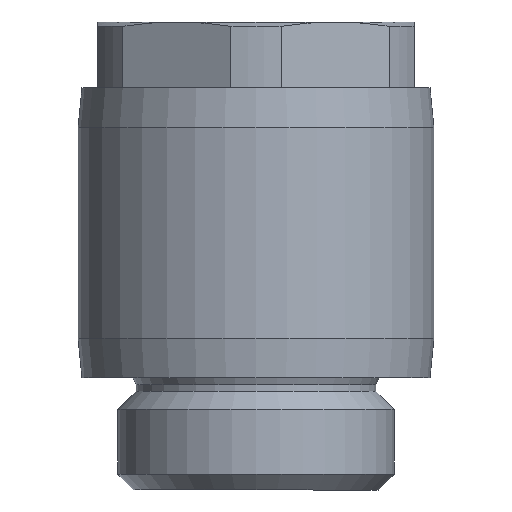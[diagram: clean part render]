
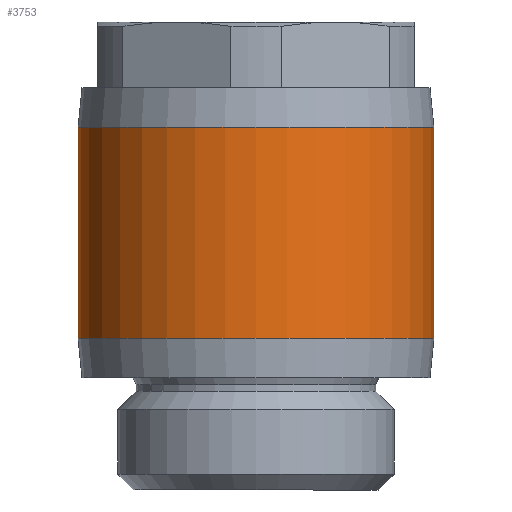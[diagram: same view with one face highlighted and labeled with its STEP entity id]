
A CAD part, left-side view. The second image highlights one B-rep face of the part: STEP entity #3753.
In plain terms, the highlighted cylindrical face has radius 13.5 mm (diameter 27 mm), a partial arc.
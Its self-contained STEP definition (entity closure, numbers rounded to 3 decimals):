
#1141 = DIRECTION ( 'NONE',  ( 0., -1., 0. ) ) ;
#1148 = AXIS2_PLACEMENT_3D ( 'NONE', #10190, #15100, #6411 ) ;
#1186 = AXIS2_PLACEMENT_3D ( 'NONE', #5666, #14351, #10738 ) ;
#1238 = EDGE_LOOP ( 'NONE', ( #8844, #13030, #1768, #1767 ) ) ;
#1767 = ORIENTED_EDGE ( 'NONE', *, *, #8172, .F. ) ;
#1768 = ORIENTED_EDGE ( 'NONE', *, *, #7832, .T. ) ;
#1977 = VECTOR ( 'NONE', #3932, 1000. ) ;
#3075 = EDGE_CURVE ( 'NONE', #5951, #14208, #8731, .T. ) ;
#3357 = VECTOR ( 'NONE', #9450, 1000. ) ;
#3448 = CIRCLE ( 'NONE', #1148, 13.5 ) ;
#3692 = DIRECTION ( 'NONE',  ( 0., 0., -1. ) ) ;
#3753 = ADVANCED_FACE ( 'NONE', ( #7170 ), #11618, .T. ) ;
#3932 = DIRECTION ( 'NONE',  ( 0., 0., 1. ) ) ;
#5666 = CARTESIAN_POINT ( 'NONE',  ( 8.5, 0., 0. ) ) ;
#5824 = CARTESIAN_POINT ( 'NONE',  ( 8.5, -13.5, 0. ) ) ;
#5951 = VERTEX_POINT ( 'NONE', #13628 ) ;
#6105 = CARTESIAN_POINT ( 'NONE',  ( 8.5, 0., 8. ) ) ;
#6411 = DIRECTION ( 'NONE',  ( -1., 0., 0. ) ) ;
#6536 = EDGE_CURVE ( 'NONE', #5951, #15045, #3448, .T. ) ;
#7072 = AXIS2_PLACEMENT_3D ( 'NONE', #6105, #3692, #1141 ) ;
#7170 = FACE_OUTER_BOUND ( 'NONE', #1238, .T. ) ;
#7832 = EDGE_CURVE ( 'NONE', #14208, #16001, #9954, .T. ) ;
#8172 = EDGE_CURVE ( 'NONE', #15045, #16001, #8184, .T. ) ;
#8181 = CARTESIAN_POINT ( 'NONE',  ( 8.5, 13.5, 8. ) ) ;
#8184 = LINE ( 'NONE', #5824, #3357 ) ;
#8731 = LINE ( 'NONE', #10020, #1977 ) ;
#8844 = ORIENTED_EDGE ( 'NONE', *, *, #6536, .F. ) ;
#9335 = CARTESIAN_POINT ( 'NONE',  ( 8.5, -13.5, 8. ) ) ;
#9450 = DIRECTION ( 'NONE',  ( 0., 0., 1. ) ) ;
#9954 = CIRCLE ( 'NONE', #7072, 13.5 ) ;
#10020 = CARTESIAN_POINT ( 'NONE',  ( 8.5, 13.5, 0. ) ) ;
#10190 = CARTESIAN_POINT ( 'NONE',  ( 8.5, 0., -8. ) ) ;
#10738 = DIRECTION ( 'NONE',  ( 0., -1., 0. ) ) ;
#11618 = CYLINDRICAL_SURFACE ( 'NONE', #1186, 13.5 ) ;
#13030 = ORIENTED_EDGE ( 'NONE', *, *, #3075, .T. ) ;
#13116 = CARTESIAN_POINT ( 'NONE',  ( 8.5, -13.5, -8. ) ) ;
#13628 = CARTESIAN_POINT ( 'NONE',  ( 8.5, 13.5, -8. ) ) ;
#14208 = VERTEX_POINT ( 'NONE', #8181 ) ;
#14351 = DIRECTION ( 'NONE',  ( 0., 0., 1. ) ) ;
#15045 = VERTEX_POINT ( 'NONE', #13116 ) ;
#15100 = DIRECTION ( 'NONE',  ( 0., 0., -1. ) ) ;
#16001 = VERTEX_POINT ( 'NONE', #9335 ) ;
